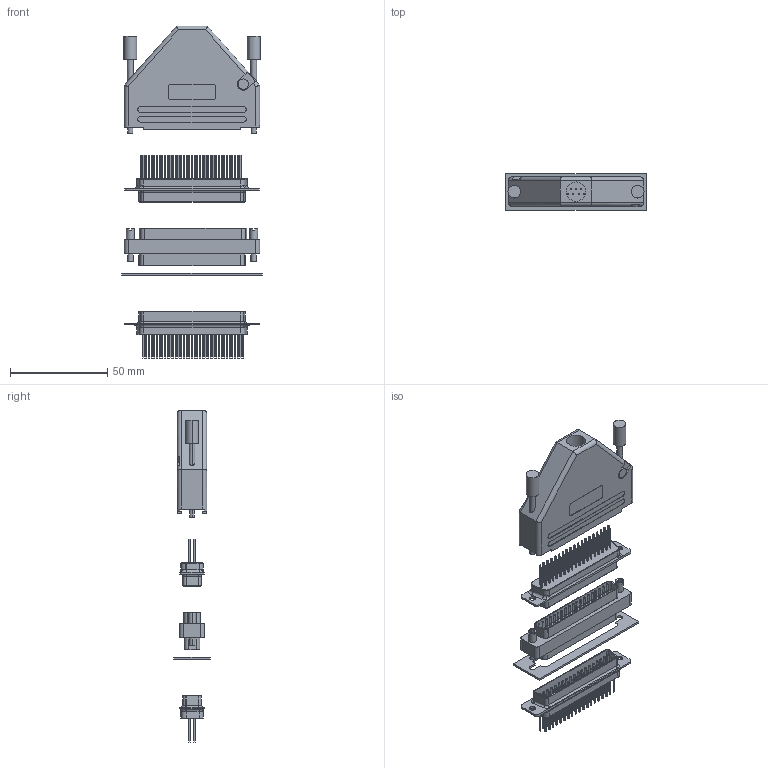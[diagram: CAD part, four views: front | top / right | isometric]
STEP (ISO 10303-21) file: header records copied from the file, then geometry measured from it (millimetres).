
FILE_DESCRIPTION (( 'STEP AP214' ), '1' );
FILE_NAME ('53085~0.STEP', '2018-08-06T14:23:08', ( '' ), ( '' ), 'SwSTEP 2.0', 'SolidWorks 2018', '' );
FILE_SCHEMA (( 'AUTOMOTIVE_DESIGN' ));
Length unit declared in the file: millimetre
Products named in the file (6): 41006~0_S; 53085~0; 29632~0; 43451~0_S; 22547~0_S; 29627~0
Assembly tree (5 placements, depth 2):
  53085~0
    41006~0_S
    29632~0
    29627~0
    22547~0_S
    43451~0_S
Bounding box: 72.3 x 19 x 170.92 mm (x, y, z)
Volume: 42950.2 mm3; surface area: 34165.9 mm2
Topology: 5 solids, 5 shells, 1201 faces, 2953 edges, 1884 vertices
Faces by surface type: plane 624, cylinder 421, sphere 104, torus 40, bspline 8, cone 4
Entity records: 38683 total; most frequent: DIRECTION 6133, CARTESIAN_POINT 6070, ORIENTED_EDGE 5482, EDGE_CURVE 2741, AXIS2_PLACEMENT_3D 2211, VERTEX_POINT 1780, LINE 1711, VECTOR 1711
